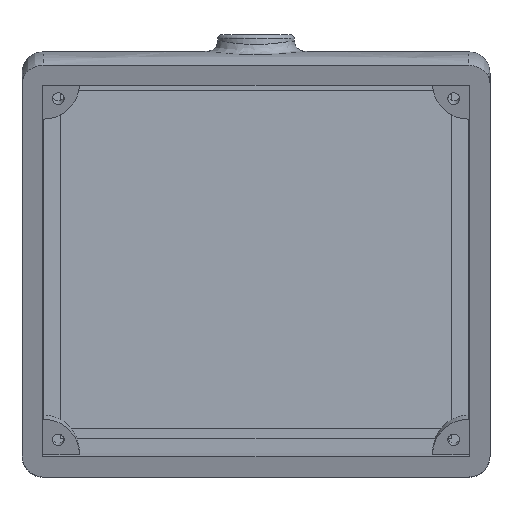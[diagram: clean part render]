
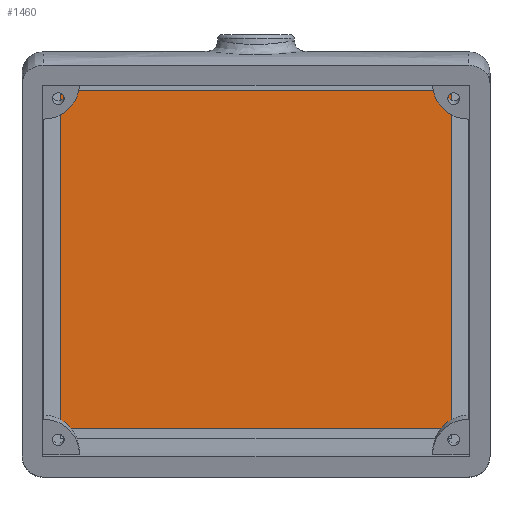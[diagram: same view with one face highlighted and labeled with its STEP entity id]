
A CAD part, top view. The second image highlights one B-rep face of the part: STEP entity #1460.
In plain terms, the highlighted planar face has unit normal (0, 0, 1).
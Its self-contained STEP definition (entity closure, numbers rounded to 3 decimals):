
#148=FACE_OUTER_BOUND('',#228,.T.);
#228=EDGE_LOOP('',(#981,#982,#983,#984));
#326=LINE('',#2081,#467);
#327=LINE('',#2084,#468);
#332=LINE('',#2094,#473);
#333=LINE('',#2095,#474);
#467=VECTOR('',#1687,10.);
#468=VECTOR('',#1690,10.);
#473=VECTOR('',#1699,10.);
#474=VECTOR('',#1700,10.);
#603=VERTEX_POINT('',#2070);
#608=VERTEX_POINT('',#2079);
#609=VERTEX_POINT('',#2083);
#612=VERTEX_POINT('',#2093);
#753=EDGE_CURVE('',#603,#608,#326,.T.);
#754=EDGE_CURVE('',#609,#603,#327,.T.);
#759=EDGE_CURVE('',#608,#612,#332,.T.);
#760=EDGE_CURVE('',#612,#609,#333,.T.);
#981=ORIENTED_EDGE('',*,*,#754,.T.);
#982=ORIENTED_EDGE('',*,*,#753,.T.);
#983=ORIENTED_EDGE('',*,*,#759,.T.);
#984=ORIENTED_EDGE('',*,*,#760,.T.);
#1408=PLANE('',#1556);
#1460=ADVANCED_FACE('',(#148),#1408,.T.);
#1556=AXIS2_PLACEMENT_3D('',#2092,#1697,#1698);
#1687=DIRECTION('',(0.,1.,0.));
#1690=DIRECTION('',(1.,0.,0.));
#1697=DIRECTION('center_axis',(0.,0.,1.));
#1698=DIRECTION('ref_axis',(1.,0.,0.));
#1699=DIRECTION('',(-1.,0.,0.));
#1700=DIRECTION('',(0.,-1.,0.));
#2070=CARTESIAN_POINT('',(118.,-103.423,-1.4));
#2079=CARTESIAN_POINT('',(118.,-24.,-1.4));
#2081=CARTESIAN_POINT('',(118.,-44.5,-1.4));
#2083=CARTESIAN_POINT('',(26.,-103.423,-1.4));
#2084=CARTESIAN_POINT('',(72.,-103.423,-1.4));
#2092=CARTESIAN_POINT('Origin',(72.,-65.,-1.4));
#2093=CARTESIAN_POINT('',(26.,-24.,-1.4));
#2094=CARTESIAN_POINT('',(49.,-24.,-1.4));
#2095=CARTESIAN_POINT('',(26.,-85.5,-1.4));
